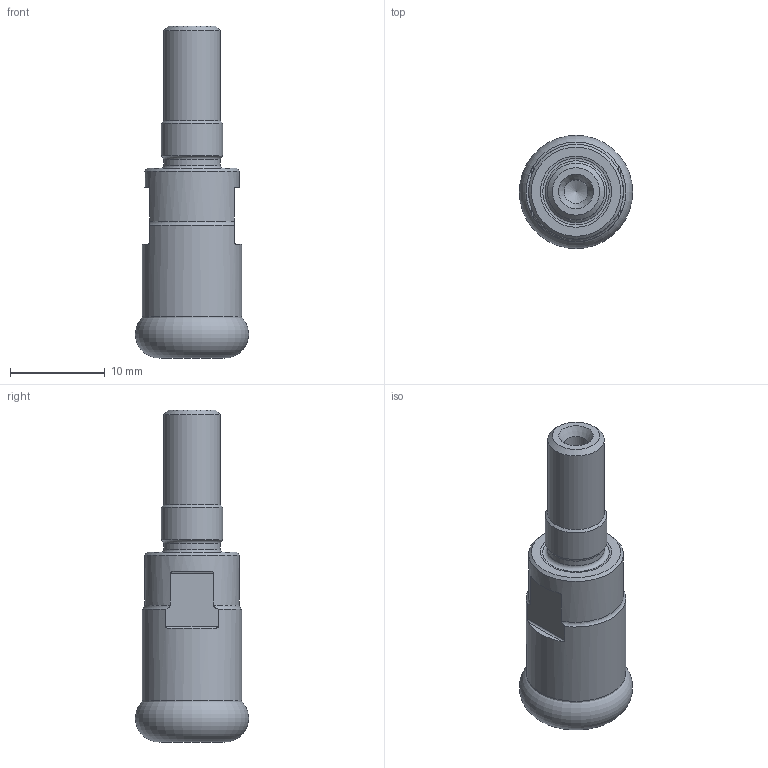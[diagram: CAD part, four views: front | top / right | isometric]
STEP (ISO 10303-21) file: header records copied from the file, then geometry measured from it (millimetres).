
FILE_DESCRIPTION(/* description */ (''),/* implementation_level */ '2;1');
FILE_NAME(/* name */ 'ax_step_export_ax_temp_1.stp',/* time_stamp */ '2019-12-16T12:24:49+01:00',/* author */ (''),/* organization */ (''),/* preprocessor_version */ 'ST-DEVELOPER v16.7',/* originating_system */ 'SIEMENS PLM Software NX 12.0',/* authorisation */ '');
FILE_SCHEMA (('AUTOMOTIVE_DESIGN { 1 0 10303 214 3 1 1 1 }'));
Length unit declared in the file: millimetre
Products named in the file (1): ax_temp_1
Bounding box: 11.95 x 11.95 x 35 mm (x, y, z)
Volume: 2381.5 mm3; surface area: 1601.4 mm2
Topology: 2 solids, 2 shells, 39 faces, 95 edges, 59 vertices
Faces by surface type: cylinder 11, torus 10, plane 9, cone 9
Full cylindrical faces by diameter (mm): 2.5 x1, 6 x2, 6.5 x1, 10 x1, 10.5 x1, 11.4 x1
Entity records: 1407 total; most frequent: CARTESIAN_POINT 357, DIRECTION 160, ORIENTED_EDGE 120, AXIS2_PLACEMENT_3D 72, EDGE_LOOP 62, EDGE_CURVE 60, FACE_BOUND 51, VERTEX_POINT 50
